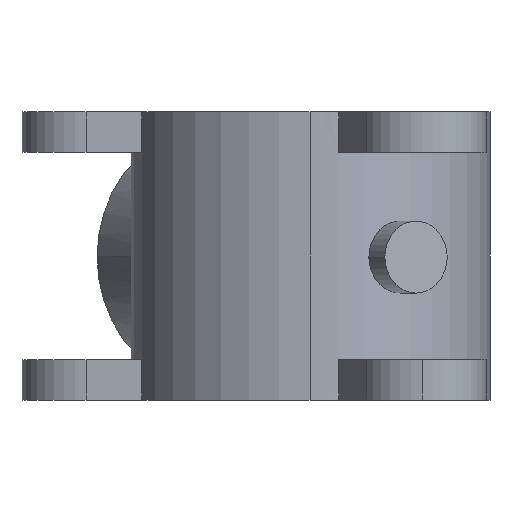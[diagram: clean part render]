
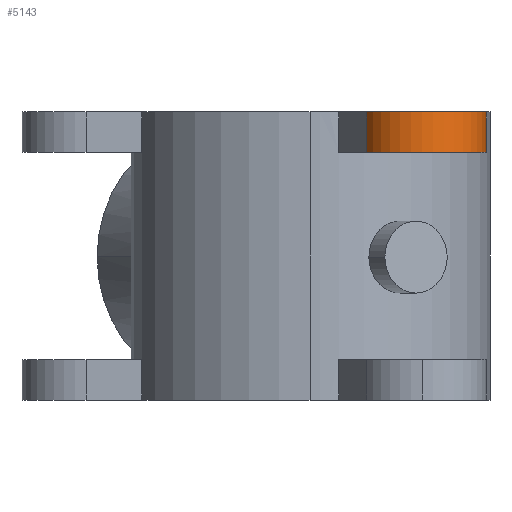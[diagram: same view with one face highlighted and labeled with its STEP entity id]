
A CAD part, left-side view. The second image highlights one B-rep face of the part: STEP entity #5143.
In plain terms, the highlighted cylindrical face has radius 12.7 mm (diameter 25.4 mm), a partial arc.
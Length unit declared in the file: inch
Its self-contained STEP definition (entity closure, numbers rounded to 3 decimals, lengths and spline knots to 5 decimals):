
#971 = EDGE_CURVE ( 'NONE', #2382, #1020, #7204, .T. ) ;
#1020 = VERTEX_POINT ( 'NONE', #9944 ) ;
#1307 = LINE ( 'NONE', #10492, #10031 ) ;
#1352 = EDGE_CURVE ( 'NONE', #10856, #2636, #2977, .T. ) ;
#2382 = VERTEX_POINT ( 'NONE', #5182 ) ;
#2636 = VERTEX_POINT ( 'NONE', #9960 ) ;
#2977 = CIRCLE ( 'NONE', #6589, 0.5 ) ;
#3348 = ORIENTED_EDGE ( 'NONE', *, *, #971, .F. ) ;
#3766 = DIRECTION ( 'NONE',  ( 0., 0., 1. ) ) ;
#3804 = CARTESIAN_POINT ( 'NONE',  ( -1.76554, -0.44199, 1.937 ) ) ;
#4183 = FACE_OUTER_BOUND ( 'NONE', #6041, .T. ) ;
#4212 = EDGE_CURVE ( 'NONE', #2382, #10856, #1307, .T. ) ;
#5001 = DIRECTION ( 'NONE',  ( 1., 0., 0. ) ) ;
#5037 = DIRECTION ( 'NONE',  ( 0., 0., -1. ) ) ;
#5048 = CARTESIAN_POINT ( 'NONE',  ( -1.51554, -0.875, 2.25 ) ) ;
#5143 = ADVANCED_FACE ( 'NONE', ( #4183 ), #8161, .T. ) ;
#5156 = AXIS2_PLACEMENT_3D ( 'NONE', #10131, #10102, #10071 ) ;
#5182 = CARTESIAN_POINT ( 'NONE',  ( -1.26554, -1.30801, 1.937 ) ) ;
#5301 = LINE ( 'NONE', #3804, #7296 ) ;
#6041 = EDGE_LOOP ( 'NONE', ( #8334, #8894, #3348, #9319 ) ) ;
#6589 = AXIS2_PLACEMENT_3D ( 'NONE', #5048, #5037, #5001 ) ;
#6697 = CARTESIAN_POINT ( 'NONE',  ( -1.26554, -1.30801, 2.25 ) ) ;
#6861 = DIRECTION ( 'NONE',  ( 1., 0., 0. ) ) ;
#6873 = DIRECTION ( 'NONE',  ( 0., 0., 1. ) ) ;
#6909 = CARTESIAN_POINT ( 'NONE',  ( -1.51554, -0.875, 1.937 ) ) ;
#7204 = CIRCLE ( 'NONE', #5156, 0.5 ) ;
#7296 = VECTOR ( 'NONE', #3766, 39.37008 ) ;
#8161 = CYLINDRICAL_SURFACE ( 'NONE', #10394, 0.5 ) ;
#8334 = ORIENTED_EDGE ( 'NONE', *, *, #1352, .T. ) ;
#8814 = EDGE_CURVE ( 'NONE', #1020, #2636, #5301, .T. ) ;
#8894 = ORIENTED_EDGE ( 'NONE', *, *, #8814, .F. ) ;
#9319 = ORIENTED_EDGE ( 'NONE', *, *, #4212, .T. ) ;
#9944 = CARTESIAN_POINT ( 'NONE',  ( -1.76554, -0.44199, 1.937 ) ) ;
#9960 = CARTESIAN_POINT ( 'NONE',  ( -1.76554, -0.44199, 2.25 ) ) ;
#10031 = VECTOR ( 'NONE', #10413, 39.37008 ) ;
#10071 = DIRECTION ( 'NONE',  ( 1., 0., 0. ) ) ;
#10102 = DIRECTION ( 'NONE',  ( 0., 0., -1. ) ) ;
#10131 = CARTESIAN_POINT ( 'NONE',  ( -1.51554, -0.875, 1.937 ) ) ;
#10394 = AXIS2_PLACEMENT_3D ( 'NONE', #6909, #6873, #6861 ) ;
#10413 = DIRECTION ( 'NONE',  ( 0., 0., 1. ) ) ;
#10492 = CARTESIAN_POINT ( 'NONE',  ( -1.26554, -1.30801, 1.937 ) ) ;
#10856 = VERTEX_POINT ( 'NONE', #6697 ) ;
